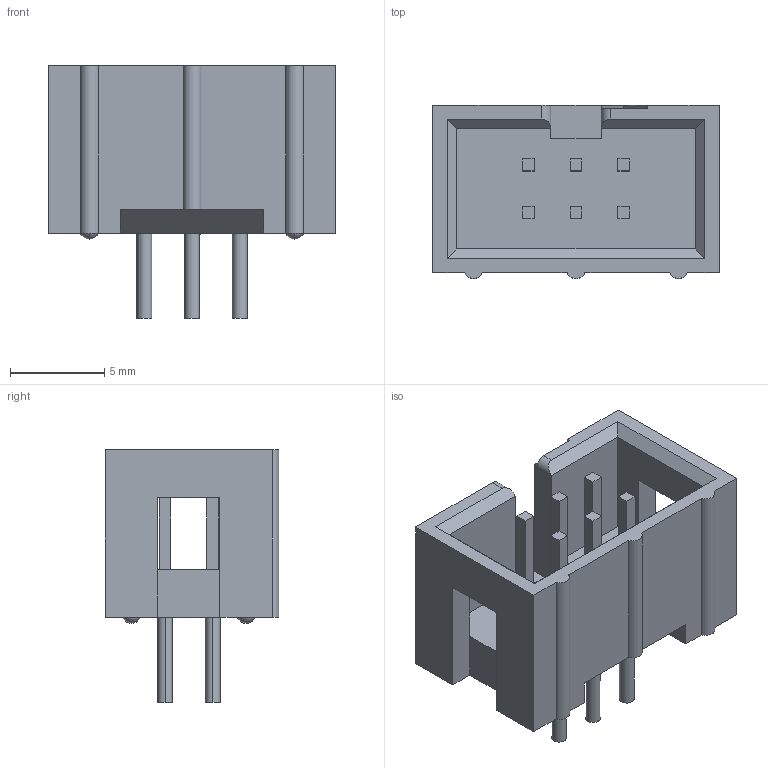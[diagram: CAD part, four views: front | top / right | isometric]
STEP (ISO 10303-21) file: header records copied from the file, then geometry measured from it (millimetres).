
FILE_DESCRIPTION(('STEP AP242'),'1');
FILE_NAME('2-1761679-1.stp','2022-07-29T06:54:51',('TraceParts'),('TraceParts S.A.'),'Spatial InterOp 3D',' ',' ');
FILE_SCHEMA(('AP242_MANAGED_MODEL_BASED_3D_ENGINEERING_MIM_LF {1 0 10303 442 1 1 4}'));
Length unit declared in the file: millimetre
Products named in the file (1): 2-1761679-1
Bounding box: 15.24 x 9.22 x 13.41 mm (x, y, z)
Volume: 627 mm3; surface area: 1066.3 mm2
Topology: 1 solids, 1 shells, 102 faces, 264 edges, 167 vertices
Faces by surface type: plane 75, cylinder 17, sphere 10
Entity records: 3048 total; most frequent: CARTESIAN_POINT 538, DIRECTION 511, ORIENTED_EDGE 508, EDGE_CURVE 254, LINE 199, VECTOR 199, VERTEX_POINT 167, AXIS2_PLACEMENT_3D 156
